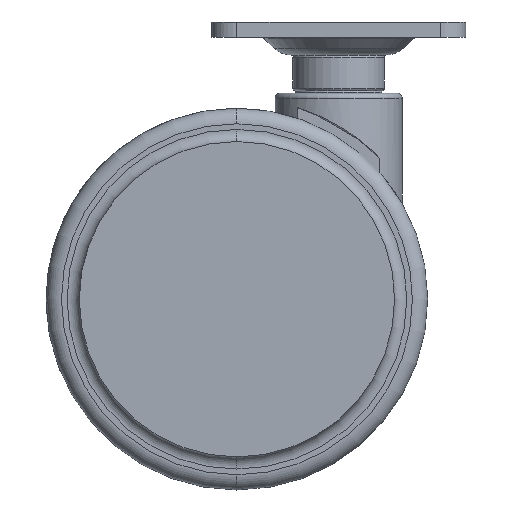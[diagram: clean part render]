
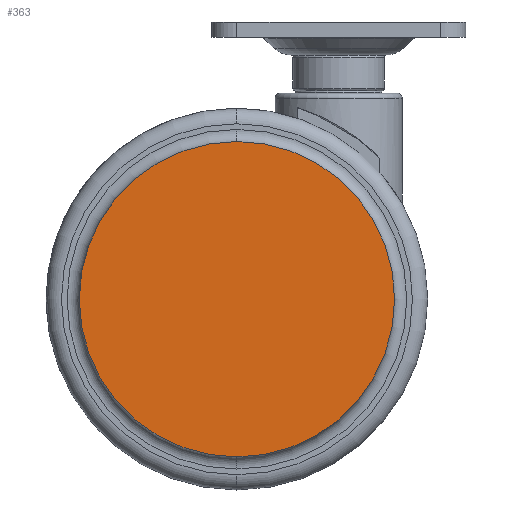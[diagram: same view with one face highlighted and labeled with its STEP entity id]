
A CAD part, front view. The second image highlights one B-rep face of the part: STEP entity #363.
In plain terms, the highlighted planar face has unit normal (0, -1, 0).
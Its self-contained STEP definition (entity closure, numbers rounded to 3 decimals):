
#88 = CARTESIAN_POINT ( 'NONE',  ( -20., -23.5, -40.5 ) ) ;
#171 = CARTESIAN_POINT ( 'NONE',  ( -20., -23.5, -9.5 ) ) ;
#197 = CARTESIAN_POINT ( 'NONE',  ( -20., -23.5, -71.5 ) ) ;
#208 = DIRECTION ( 'NONE',  ( 0., -1., 0. ) ) ;
#272 = EDGE_CURVE ( 'NONE', #996, #1348, #3242, .T. ) ;
#363 = ADVANCED_FACE ( 'NONE', ( #3367 ), #892, .T. ) ;
#568 = AXIS2_PLACEMENT_3D ( 'NONE', #88, #3115, #2430 ) ;
#892 = PLANE ( 'NONE',  #568 ) ;
#996 = VERTEX_POINT ( 'NONE', #197 ) ;
#1191 = DIRECTION ( 'NONE',  ( 0., 0., -1. ) ) ;
#1234 = DIRECTION ( 'NONE',  ( 0., -1., 0. ) ) ;
#1348 = VERTEX_POINT ( 'NONE', #171 ) ;
#1641 = AXIS2_PLACEMENT_3D ( 'NONE', #2215, #208, #2550 ) ;
#1682 = ORIENTED_EDGE ( 'NONE', *, *, #272, .T. ) ;
#1986 = AXIS2_PLACEMENT_3D ( 'NONE', #2491, #1234, #1191 ) ;
#2215 = CARTESIAN_POINT ( 'NONE',  ( -20., -23.5, -40.5 ) ) ;
#2430 = DIRECTION ( 'NONE',  ( 0., 0., -1. ) ) ;
#2491 = CARTESIAN_POINT ( 'NONE',  ( -20., -23.5, -40.5 ) ) ;
#2550 = DIRECTION ( 'NONE',  ( 0., 0., -1. ) ) ;
#2683 = ORIENTED_EDGE ( 'NONE', *, *, #3586, .T. ) ;
#3115 = DIRECTION ( 'NONE',  ( 0., -1., 0. ) ) ;
#3134 = CIRCLE ( 'NONE', #1641, 31. ) ;
#3218 = EDGE_LOOP ( 'NONE', ( #1682, #2683 ) ) ;
#3242 = CIRCLE ( 'NONE', #1986, 31. ) ;
#3367 = FACE_OUTER_BOUND ( 'NONE', #3218, .T. ) ;
#3586 = EDGE_CURVE ( 'NONE', #1348, #996, #3134, .T. ) ;
